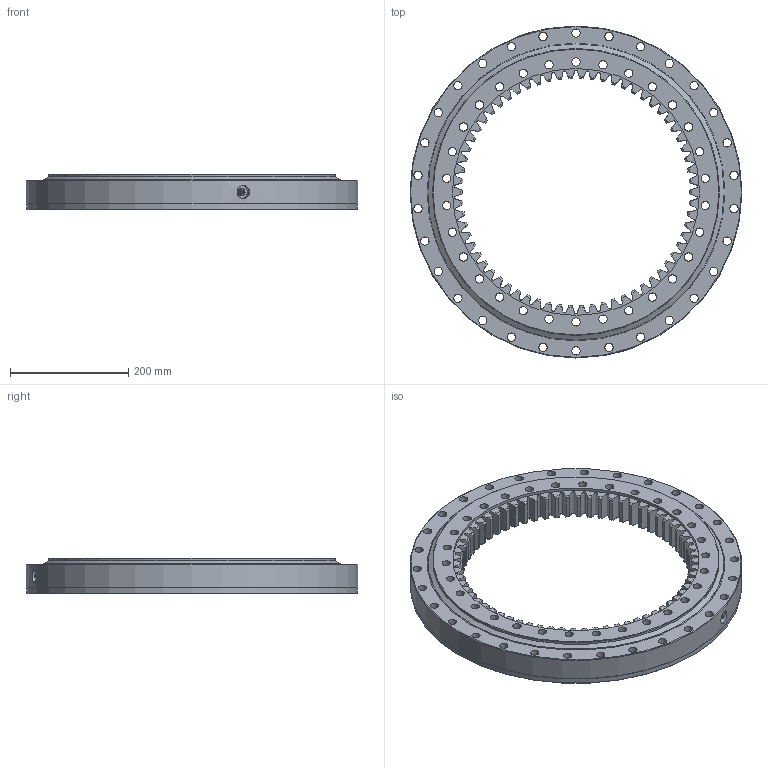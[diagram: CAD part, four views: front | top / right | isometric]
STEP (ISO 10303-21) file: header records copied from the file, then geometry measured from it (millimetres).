
FILE_DESCRIPTION (( 'STEP AP214' ), '1' );
FILE_NAME ('I.562.18.15.D.1-RV.STEP', '2021-08-12T10:05:27', ( '' ), ( '' ), 'SwSTEP 2.0', 'SolidWorks 2016', '' );
FILE_SCHEMA (( 'AUTOMOTIVE_DESIGN' ));
Length unit declared in the file: millimetre
Products named in the file (7): I.562.18.15.D.1-RV - OR Seal; I.562.18.15.D.1-RV - OR; Roller L18; Grease nipple M10x1mm; I.562.18.15.D.1-RV - IR; I.562.18.15.D.1-RV - IR Seal; I.562.18.15.D.1-RV
Assembly tree (76 placements, depth 2):
  I.562.18.15.D.1-RV
    I.562.18.15.D.1-RV - IR
    I.562.18.15.D.1-RV - OR
    Roller L18  x70
    I.562.18.15.D.1-RV - IR Seal
    Grease nipple M10x1mm  x2
    I.562.18.15.D.1-RV - OR Seal
Bounding box: 562 x 562 x 60 mm (x, y, z)
Volume: 5705207.3 mm3; surface area: 999523 mm2
Topology: 76 solids, 76 shells, 785 faces, 1746 edges, 1127 vertices
Faces by surface type: cylinder 219, plane 178, cone 174, torus 148, bspline 66
Full cylindrical faces by diameter (mm): 3 x4, 8.5 x2, 10 x2, 14 x60, 18 x70, 22 x2, 418 x1, 472 x2, 486 x3, 490 x3, 504 x2, 560 x1, 562 x1
Entity records: 31144 total; most frequent: CARTESIAN_POINT 20628, ORIENTED_EDGE 2048, DIRECTION 1914, EDGE_CURVE 1024, AXIS2_PLACEMENT_3D 888, VERTEX_POINT 742, EDGE_LOOP 666, FACE_OUTER_BOUND 503
